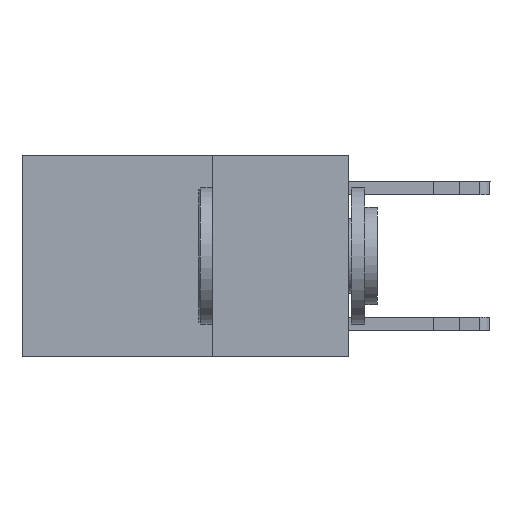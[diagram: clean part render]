
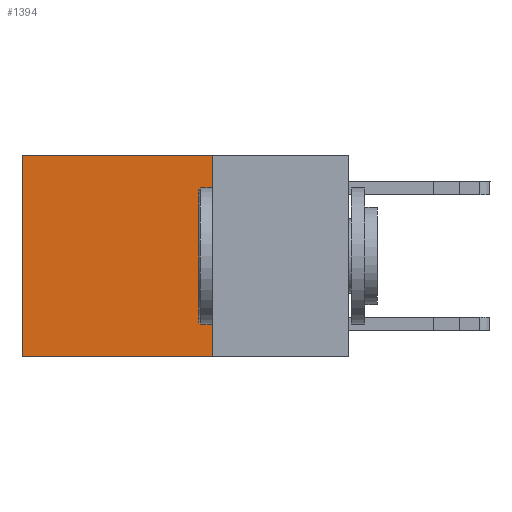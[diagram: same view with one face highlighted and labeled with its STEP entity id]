
A CAD part, left-side view. The second image highlights one B-rep face of the part: STEP entity #1394.
In plain terms, the highlighted planar face has unit normal (-1, 0, 0).
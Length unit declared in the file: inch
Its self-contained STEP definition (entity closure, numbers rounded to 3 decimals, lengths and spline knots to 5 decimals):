
#118 = LINE ( 'NONE', #12754, #9684 ) ;
#378 = VECTOR ( 'NONE', #13679, 39.37008 ) ;
#697 = LINE ( 'NONE', #8736, #13375 ) ;
#1045 = VERTEX_POINT ( 'NONE', #5123 ) ;
#1158 = CARTESIAN_POINT ( 'NONE',  ( 0.2625, 0.25, 0. ) ) ;
#1304 = DIRECTION ( 'NONE',  ( 1., 0., 0. ) ) ;
#1394 = ADVANCED_FACE ( 'NONE', ( #3587 ), #12877, .F. ) ;
#1932 = CARTESIAN_POINT ( 'NONE',  ( 0.2625, 0.25, -0.37 ) ) ;
#2058 = ORIENTED_EDGE ( 'NONE', *, *, #8602, .T. ) ;
#2164 = ORIENTED_EDGE ( 'NONE', *, *, #5753, .F. ) ;
#2366 = LINE ( 'NONE', #10555, #12184 ) ;
#3241 = CARTESIAN_POINT ( 'NONE',  ( 0.2625, 0.25, 0. ) ) ;
#3365 = CARTESIAN_POINT ( 'NONE',  ( 0.2625, 0.6, 0. ) ) ;
#3587 = FACE_OUTER_BOUND ( 'NONE', #13974, .T. ) ;
#3730 = EDGE_CURVE ( 'NONE', #9677, #1045, #118, .T. ) ;
#4761 = DIRECTION ( 'NONE',  ( 0., 1., 0. ) ) ;
#4776 = CARTESIAN_POINT ( 'NONE',  ( 0.2625, 0.25, 0. ) ) ;
#5123 = CARTESIAN_POINT ( 'NONE',  ( 0.2625, 0.6, -0.37 ) ) ;
#5667 = LINE ( 'NONE', #3241, #378 ) ;
#5753 = EDGE_CURVE ( 'NONE', #7684, #9677, #697, .T. ) ;
#7566 = EDGE_CURVE ( 'NONE', #7684, #8522, #5667, .T. ) ;
#7684 = VERTEX_POINT ( 'NONE', #4776 ) ;
#8204 = DIRECTION ( 'NONE',  ( 0., 0., -1. ) ) ;
#8522 = VERTEX_POINT ( 'NONE', #3365 ) ;
#8602 = EDGE_CURVE ( 'NONE', #8522, #1045, #2366, .T. ) ;
#8736 = CARTESIAN_POINT ( 'NONE',  ( 0.2625, 0.25, 0. ) ) ;
#9677 = VERTEX_POINT ( 'NONE', #1932 ) ;
#9684 = VECTOR ( 'NONE', #4761, 39.37008 ) ;
#10555 = CARTESIAN_POINT ( 'NONE',  ( 0.2625, 0.6, 0. ) ) ;
#10630 = DIRECTION ( 'NONE',  ( 0., 0., -1. ) ) ;
#11553 = ORIENTED_EDGE ( 'NONE', *, *, #7566, .T. ) ;
#12184 = VECTOR ( 'NONE', #10630, 39.37008 ) ;
#12344 = DIRECTION ( 'NONE',  ( 0., 0., -1. ) ) ;
#12754 = CARTESIAN_POINT ( 'NONE',  ( 0.2625, 0.25, -0.37 ) ) ;
#12877 = PLANE ( 'NONE',  #14497 ) ;
#13375 = VECTOR ( 'NONE', #12344, 39.37008 ) ;
#13679 = DIRECTION ( 'NONE',  ( 0., 1., 0. ) ) ;
#13974 = EDGE_LOOP ( 'NONE', ( #2058, #13981, #2164, #11553 ) ) ;
#13981 = ORIENTED_EDGE ( 'NONE', *, *, #3730, .F. ) ;
#14497 = AXIS2_PLACEMENT_3D ( 'NONE', #1158, #1304, #8204 ) ;
